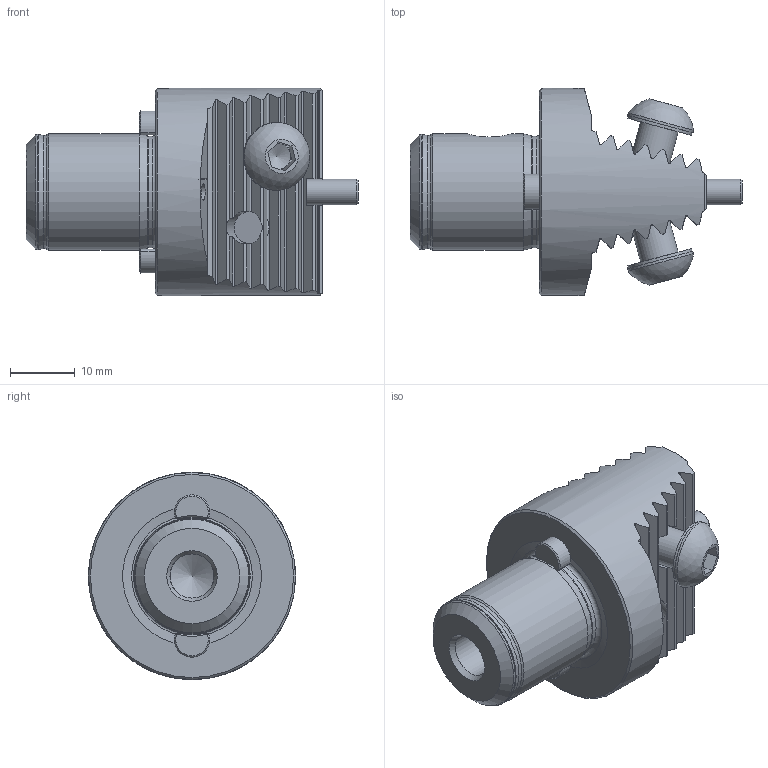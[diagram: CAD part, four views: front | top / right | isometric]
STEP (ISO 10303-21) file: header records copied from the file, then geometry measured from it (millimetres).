
FILE_DESCRIPTION (( 'STEP AP214' ), '1' );
FILE_NAME ('ST3.Z32.K23.047.STEP', '2020-03-02T13:12:29', ( '' ), ( '' ), 'SwSTEP 2.0', 'SolidWorks 2017', '' );
FILE_SCHEMA (( 'AUTOMOTIVE_DESIGN' ));
Length unit declared in the file: millimetre
Products named in the file (7): ST3.Z32.K23.047; Z32-ER1.001.016; ST3-ER2.001.007_A; Z32-ER1.003.016_A_gespannt; Z32-ER1.002.016_A; ST3-Z32.K23.047_B; Z20-ER2.001.013_A
Assembly tree (8 placements, depth 3):
  ST3.Z32.K23.047
    ST3-Z32.K23.047_B
    Z32-ER1.001.016  x2
      Z32-ER1.002.016_A
      Z32-ER1.003.016_A_gespannt
    ST3-ER2.001.007_A  x2
    Z20-ER2.001.013_A
Bounding box: 51.3 x 32 x 32 mm (x, y, z)
Volume: 17806 mm3; surface area: 8362.4 mm2
Topology: 8 solids, 8 shells, 285 faces, 725 edges, 457 vertices
Faces by surface type: plane 151, cylinder 74, cone 47, torus 11, sphere 2
Full cylindrical faces by diameter (mm): 2 x1, 2.2 x1, 2.5 x5, 2.8 x4, 3 x1, 3.3 x1, 4 x1, 5 x2, 6 x2, 6.4 x2, 6.8 x3, 10.2 x2, 10.5 x2, 17.3 x1, 17.8 x1, 18 x1, 32 x1
Entity records: 7739 total; most frequent: CARTESIAN_POINT 2335, ORIENTED_EDGE 1120, DIRECTION 950, EDGE_CURVE 560, VERTEX_POINT 388, AXIS2_PLACEMENT_3D 381, EDGE_LOOP 318, FACE_OUTER_BOUND 280
